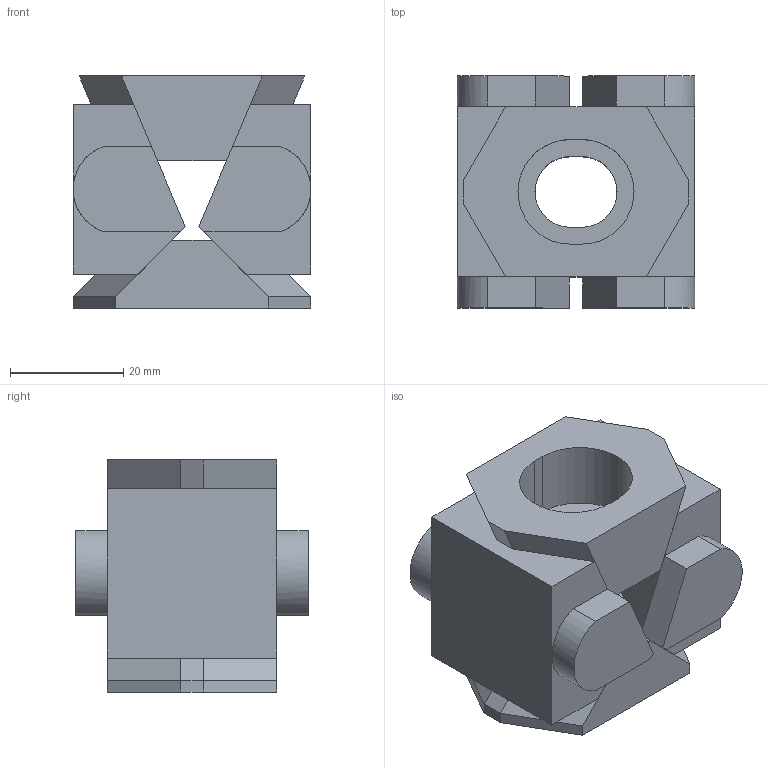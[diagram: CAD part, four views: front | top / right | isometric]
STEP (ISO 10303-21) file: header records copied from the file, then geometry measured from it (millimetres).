
FILE_DESCRIPTION (( 'STEP AP203' ), '1' );
FILE_NAME ('dk2-vt-w.STEP', '2019-12-03T08:10:56', ( '' ), ( '' ), 'SwSTEP 2.0', 'SolidWorks 2018', '' );
FILE_SCHEMA (( 'CONFIG_CONTROL_DESIGN' ));
Length unit declared in the file: millimetre
Products named in the file (5): dk2-vt-w_02; dk2-vt-w; dk2-vt-w_04; dk2-vt-w_03; dk2-vt-w_01
Assembly tree (4 placements, depth 2):
  dk2-vt-w
    dk2-vt-w_01
    dk2-vt-w_02
    dk2-vt-w_03
    dk2-vt-w_04
Bounding box: 42 x 41 x 41 mm (x, y, z)
Volume: 41174.8 mm3; surface area: 15159.7 mm2
Topology: 4 solids, 4 shells, 92 faces, 225 edges, 142 vertices
Faces by surface type: plane 79, cylinder 13
Entity records: 3178 total; most frequent: CARTESIAN_POINT 466, DIRECTION 453, ORIENTED_EDGE 450, EDGE_CURVE 225, LINE 195, VECTOR 195, VERTEX_POINT 142, AXIS2_PLACEMENT_3D 129
